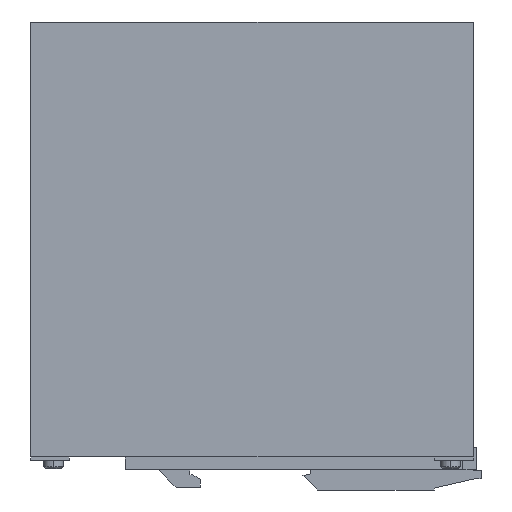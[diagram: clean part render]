
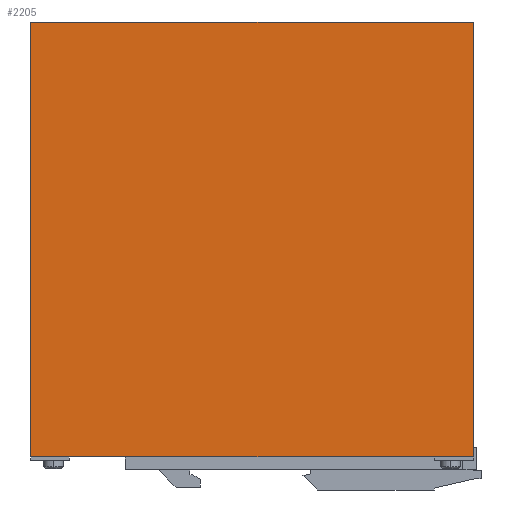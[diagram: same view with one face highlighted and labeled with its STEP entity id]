
A CAD part, left-side view. The second image highlights one B-rep face of the part: STEP entity #2205.
In plain terms, the highlighted planar face has unit normal (-1, 0, 0).
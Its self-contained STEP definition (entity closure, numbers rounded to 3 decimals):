
#149 = CARTESIAN_POINT ( 'NONE',  ( -31., 63.5, -124.6 ) ) ;
#756 = CARTESIAN_POINT ( 'NONE',  ( -31., -63.5, 0.2 ) ) ;
#1699 = CARTESIAN_POINT ( 'NONE',  ( -31., -63.5, 0.2 ) ) ;
#2205 = ADVANCED_FACE ( 'NONE', ( #19814 ), #20491, .T. ) ;
#2479 = DIRECTION ( 'NONE',  ( -1., 0., 0. ) ) ;
#2585 = VERTEX_POINT ( 'NONE', #149 ) ;
#3291 = EDGE_CURVE ( 'NONE', #17914, #7626, #7048, .T. ) ;
#3897 = DIRECTION ( 'NONE',  ( 0., 1., 0. ) ) ;
#5867 = AXIS2_PLACEMENT_3D ( 'NONE', #13450, #2479, #22234 ) ;
#7048 = LINE ( 'NONE', #756, #18013 ) ;
#7485 = CARTESIAN_POINT ( 'NONE',  ( -31., 63.5, 0.2 ) ) ;
#7626 = VERTEX_POINT ( 'NONE', #8828 ) ;
#8072 = ORIENTED_EDGE ( 'NONE', *, *, #3291, .F. ) ;
#8828 = CARTESIAN_POINT ( 'NONE',  ( -31., -63.5, -124.6 ) ) ;
#9535 = DIRECTION ( 'NONE',  ( 0., 0., -1. ) ) ;
#9956 = EDGE_CURVE ( 'NONE', #2585, #17121, #16277, .T. ) ;
#10496 = LINE ( 'NONE', #19719, #10983 ) ;
#10977 = CARTESIAN_POINT ( 'NONE',  ( -31., 63.5, 0.2 ) ) ;
#10983 = VECTOR ( 'NONE', #3897, 1000. ) ;
#12345 = DIRECTION ( 'NONE',  ( 0., -1., 0. ) ) ;
#12579 = CARTESIAN_POINT ( 'NONE',  ( -31., 63.5, 0.2 ) ) ;
#13143 = VECTOR ( 'NONE', #12345, 1000. ) ;
#13322 = ORIENTED_EDGE ( 'NONE', *, *, #9956, .F. ) ;
#13450 = CARTESIAN_POINT ( 'NONE',  ( -31., 0., 0. ) ) ;
#14536 = DIRECTION ( 'NONE',  ( 0., 0., 1. ) ) ;
#15424 = EDGE_LOOP ( 'NONE', ( #13322, #21426, #8072, #17395 ) ) ;
#16277 = LINE ( 'NONE', #7485, #17974 ) ;
#17121 = VERTEX_POINT ( 'NONE', #10977 ) ;
#17395 = ORIENTED_EDGE ( 'NONE', *, *, #18606, .F. ) ;
#17572 = EDGE_CURVE ( 'NONE', #7626, #2585, #10496, .T. ) ;
#17914 = VERTEX_POINT ( 'NONE', #1699 ) ;
#17974 = VECTOR ( 'NONE', #14536, 1000. ) ;
#18013 = VECTOR ( 'NONE', #9535, 1000. ) ;
#18606 = EDGE_CURVE ( 'NONE', #17121, #17914, #21362, .T. ) ;
#19719 = CARTESIAN_POINT ( 'NONE',  ( -31., -63.5, -124.6 ) ) ;
#19814 = FACE_OUTER_BOUND ( 'NONE', #15424, .T. ) ;
#20491 = PLANE ( 'NONE',  #5867 ) ;
#21362 = LINE ( 'NONE', #12579, #13143 ) ;
#21426 = ORIENTED_EDGE ( 'NONE', *, *, #17572, .F. ) ;
#22234 = DIRECTION ( 'NONE',  ( 0., 0., 1. ) ) ;
